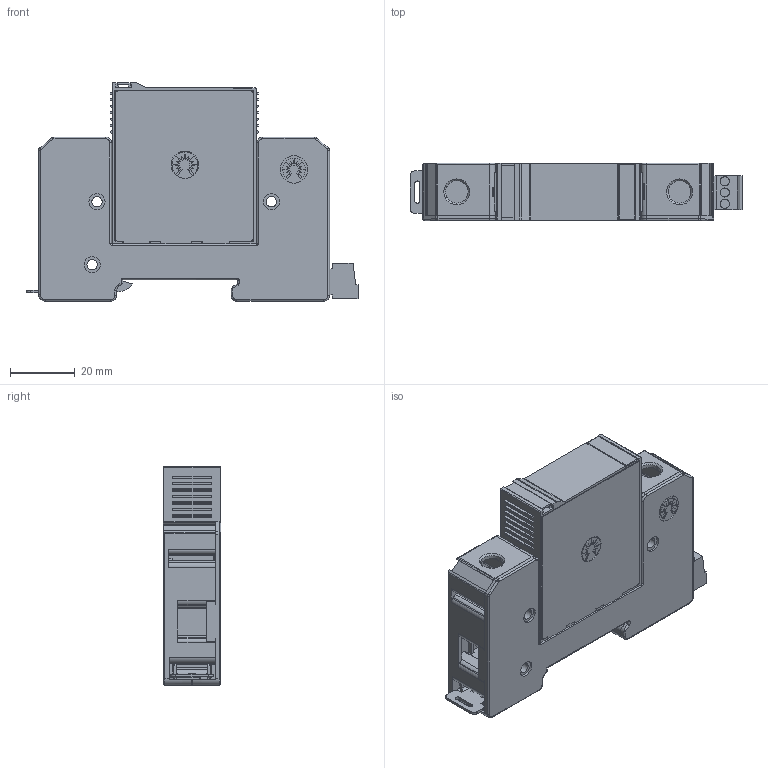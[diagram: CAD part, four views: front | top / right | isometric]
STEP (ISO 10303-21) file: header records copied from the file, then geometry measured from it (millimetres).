
FILE_DESCRIPTION(('Creo Elements/Direct Modeling STEP Export'),'2;1');
FILE_NAME('DS41S.stp','2013-03-18T15:32:57',(''),(''),'Creo Elements/Direct Modeling STEP processor for AP214 (Solid Model)','Creo Elements/Direct Modeling 18.1A 09-Jun-2012 (C) Parametric Technology GmbH','');
FILE_SCHEMA(('AUTOMOTIVE_DESIGN { 1 0 10303 214 1 1 1 1 }'));
Length unit declared in the file: millimetre
Products named in the file (13): label; boitier_dsm; capot_droit; fenêtre; DSM40; boitier; agrafe_metal; couvercle.1; PTB350B-00-03-3; ens_connecteur_femelle; circuit_signalisation; embase; DS41S
Assembly tree (12 placements, depth 5):
  DS41S
    embase
      circuit_signalisation
        ens_connecteur_femelle
          PTB350B-00-03-3
      couvercle.1
      agrafe_metal
      boitier
    DSM40
      fenêtre
      capot_droit
      boitier_dsm
      label
Bounding box: 102.77 x 17.8 x 67.65 mm (x, y, z)
Volume: 33583.5 mm3; surface area: 52666.4 mm2
Topology: 8 solids, 8 shells, 2079 faces, 5579 edges, 3635 vertices
Faces by surface type: plane 1449, cylinder 536, cone 54, torus 30, sphere 10
Entity records: 66133 total; most frequent: CARTESIAN_POINT 14255, ORIENTED_EDGE 11138, DIRECTION 10141, EDGE_CURVE 5569, VECTOR 4189, LINE 4189, VERTEX_POINT 3635, AXIS2_PLACEMENT_3D 2976
